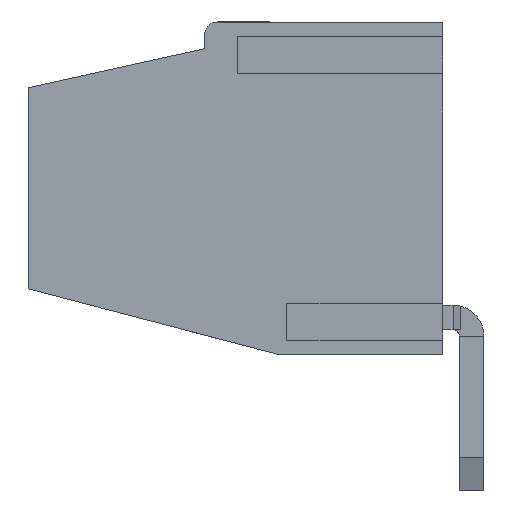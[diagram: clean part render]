
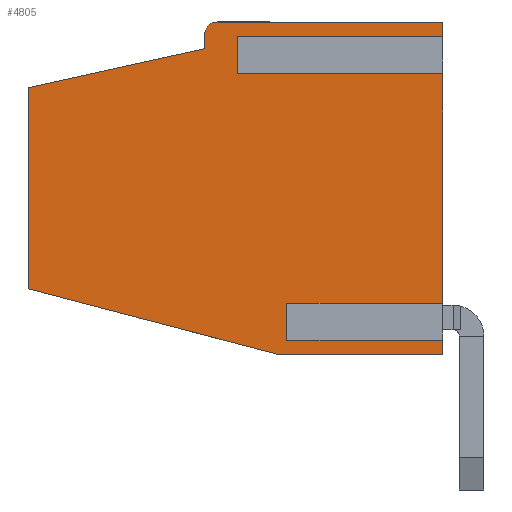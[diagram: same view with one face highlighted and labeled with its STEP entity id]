
A CAD part, left-side view. The second image highlights one B-rep face of the part: STEP entity #4805.
In plain terms, the highlighted face is planar.
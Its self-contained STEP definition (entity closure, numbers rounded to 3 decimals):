
#468 = VECTOR ( 'NONE', #31684, 1000. ) ;
#691 = VERTEX_POINT ( 'NONE', #16004 ) ;
#1370 = VECTOR ( 'NONE', #27418, 1000. ) ;
#1548 = CARTESIAN_POINT ( 'NONE',  ( 2.54, 0., 10.8 ) ) ;
#1665 = LINE ( 'NONE', #40700, #15871 ) ;
#1892 = VECTOR ( 'NONE', #39858, 1000. ) ;
#2410 = DIRECTION ( 'NONE',  ( 0., 0.216, -0.976 ) ) ;
#2569 = AXIS2_PLACEMENT_3D ( 'NONE', #7056, #10465, #20089 ) ;
#2718 = CARTESIAN_POINT ( 'NONE',  ( 2.54, 7.568, 5.7 ) ) ;
#3149 = VERTEX_POINT ( 'NONE', #9887 ) ;
#4018 = CARTESIAN_POINT ( 'NONE',  ( 2.54, 7.032, 5.7 ) ) ;
#4764 = VECTOR ( 'NONE', #19520, 1000. ) ;
#4805 = ADVANCED_FACE ( 'NONE', ( #5379 ), #41839, .F. ) ;
#4983 = DIRECTION ( 'NONE',  ( 0., 1., 0. ) ) ;
#5056 = EDGE_CURVE ( 'NONE', #8786, #10028, #21006, .T. ) ;
#5205 = LINE ( 'NONE', #1548, #25607 ) ;
#5379 = FACE_OUTER_BOUND ( 'NONE', #21307, .T. ) ;
#5917 = ORIENTED_EDGE ( 'NONE', *, *, #27767, .F. ) ;
#6193 = CARTESIAN_POINT ( 'NONE',  ( 2.54, 8.1, 6.2 ) ) ;
#6489 = CARTESIAN_POINT ( 'NONE',  ( 2.54, 8.1, 10.8 ) ) ;
#6593 = CARTESIAN_POINT ( 'NONE',  ( 2.54, 6.5, 10.8 ) ) ;
#6753 = VERTEX_POINT ( 'NONE', #35730 ) ;
#6873 = CARTESIAN_POINT ( 'NONE',  ( 2.54, 7.45, 6.5 ) ) ;
#7056 = CARTESIAN_POINT ( 'NONE',  ( 2.54, 7.8, 6.2 ) ) ;
#7836 = CARTESIAN_POINT ( 'NONE',  ( 2.54, 7.8, 6.5 ) ) ;
#8097 = CARTESIAN_POINT ( 'NONE',  ( 2.54, 1.068, 4.5 ) ) ;
#8296 = DIRECTION ( 'NONE',  ( 0., 0.254, 0.967 ) ) ;
#8345 = LINE ( 'NONE', #8760, #1370 ) ;
#8403 = CARTESIAN_POINT ( 'NONE',  ( 2.54, 6.5, 10.8 ) ) ;
#8676 = DIRECTION ( 'NONE',  ( 0., 1., 0. ) ) ;
#8760 = CARTESIAN_POINT ( 'NONE',  ( 2.54, 7.568, 5.7 ) ) ;
#8786 = VERTEX_POINT ( 'NONE', #6193 ) ;
#8919 = CARTESIAN_POINT ( 'NONE',  ( 2.54, 0., 0.7 ) ) ;
#9036 = LINE ( 'NONE', #8403, #16451 ) ;
#9155 = EDGE_CURVE ( 'NONE', #20912, #6753, #9206, .T. ) ;
#9206 = LINE ( 'NONE', #12431, #36138 ) ;
#9817 = ORIENTED_EDGE ( 'NONE', *, *, #18260, .T. ) ;
#9887 = CARTESIAN_POINT ( 'NONE',  ( 2.54, 7.568, 0.7 ) ) ;
#10028 = VERTEX_POINT ( 'NONE', #7836 ) ;
#10355 = VERTEX_POINT ( 'NONE', #33612 ) ;
#10465 = DIRECTION ( 'NONE',  ( 1., 0., 0. ) ) ;
#10848 = CARTESIAN_POINT ( 'NONE',  ( 2.54, 1.068, 4.5 ) ) ;
#11627 = VERTEX_POINT ( 'NONE', #6593 ) ;
#12000 = ORIENTED_EDGE ( 'NONE', *, *, #34968, .T. ) ;
#12259 = EDGE_CURVE ( 'NONE', #3149, #15367, #13023, .T. ) ;
#12431 = CARTESIAN_POINT ( 'NONE',  ( 2.54, 0.532, 4.5 ) ) ;
#12751 = VECTOR ( 'NONE', #23276, 1000. ) ;
#13023 = LINE ( 'NONE', #39025, #1892 ) ;
#13632 = VECTOR ( 'NONE', #38563, 1000. ) ;
#14610 = DIRECTION ( 'NONE',  ( 0., 0., -1. ) ) ;
#14825 = EDGE_CURVE ( 'NONE', #691, #16120, #5205, .T. ) ;
#15367 = VERTEX_POINT ( 'NONE', #34491 ) ;
#15407 = CARTESIAN_POINT ( 'NONE',  ( 2.54, 8.1, 10.8 ) ) ;
#15861 = VECTOR ( 'NONE', #4983, 1000. ) ;
#15871 = VECTOR ( 'NONE', #8296, 1000. ) ;
#16004 = CARTESIAN_POINT ( 'NONE',  ( 2.54, 0., 4.7 ) ) ;
#16120 = VERTEX_POINT ( 'NONE', #8919 ) ;
#16138 = VECTOR ( 'NONE', #34682, 1000. ) ;
#16141 = VERTEX_POINT ( 'NONE', #35165 ) ;
#16155 = EDGE_CURVE ( 'NONE', #10355, #40182, #18972, .T. ) ;
#16311 = VERTEX_POINT ( 'NONE', #18499 ) ;
#16451 = VECTOR ( 'NONE', #2410, 1000. ) ;
#16662 = CARTESIAN_POINT ( 'NONE',  ( 2.54, 7.45, 6.5 ) ) ;
#16798 = EDGE_CURVE ( 'NONE', #10355, #3149, #8345, .T. ) ;
#18260 = EDGE_CURVE ( 'NONE', #16120, #6753, #41383, .T. ) ;
#18327 = ORIENTED_EDGE ( 'NONE', *, *, #26629, .F. ) ;
#18499 = CARTESIAN_POINT ( 'NONE',  ( 2.54, 1.068, 0.7 ) ) ;
#18893 = CARTESIAN_POINT ( 'NONE',  ( 2.54, 8.1, 0.7 ) ) ;
#18972 = LINE ( 'NONE', #2718, #13632 ) ;
#19104 = ORIENTED_EDGE ( 'NONE', *, *, #29996, .F. ) ;
#19520 = DIRECTION ( 'NONE',  ( 0., 0., -1. ) ) ;
#20089 = DIRECTION ( 'NONE',  ( 0., -1., 0. ) ) ;
#20634 = VECTOR ( 'NONE', #28844, 1000. ) ;
#20912 = VERTEX_POINT ( 'NONE', #39198 ) ;
#21006 = CIRCLE ( 'NONE', #2569, 0.3 ) ;
#21208 = CARTESIAN_POINT ( 'NONE',  ( 2.54, 0.532, 4.5 ) ) ;
#21307 = EDGE_LOOP ( 'NONE', ( #18327, #25802, #25478, #30481, #5917, #19104, #37439, #9817, #23055, #39374, #36500, #12000, #27068, #31825, #33255, #31865 ) ) ;
#21467 = LINE ( 'NONE', #18893, #468 ) ;
#21726 = LINE ( 'NONE', #27736, #36199 ) ;
#22382 = EDGE_CURVE ( 'NONE', #32706, #10028, #29263, .T. ) ;
#23055 = ORIENTED_EDGE ( 'NONE', *, *, #9155, .F. ) ;
#23276 = DIRECTION ( 'NONE',  ( 0., 1., 0. ) ) ;
#23989 = LINE ( 'NONE', #21208, #15861 ) ;
#24438 = CARTESIAN_POINT ( 'NONE',  ( 2.54, 7.032, 0.7 ) ) ;
#25478 = ORIENTED_EDGE ( 'NONE', *, *, #22382, .F. ) ;
#25607 = VECTOR ( 'NONE', #14610, 1000. ) ;
#25802 = ORIENTED_EDGE ( 'NONE', *, *, #5056, .T. ) ;
#25854 = VERTEX_POINT ( 'NONE', #8097 ) ;
#26396 = CARTESIAN_POINT ( 'NONE',  ( 2.54, 7.032, 5.7 ) ) ;
#26620 = LINE ( 'NONE', #26396, #31208 ) ;
#26629 = EDGE_CURVE ( 'NONE', #8786, #15367, #38919, .T. ) ;
#27068 = ORIENTED_EDGE ( 'NONE', *, *, #37745, .F. ) ;
#27354 = VERTEX_POINT ( 'NONE', #24438 ) ;
#27418 = DIRECTION ( 'NONE',  ( 0., 0., -1. ) ) ;
#27736 = CARTESIAN_POINT ( 'NONE',  ( 2.54, 8.1, 10.8 ) ) ;
#27767 = EDGE_CURVE ( 'NONE', #16141, #11627, #21726, .T. ) ;
#28844 = DIRECTION ( 'NONE',  ( 0., 1., 0. ) ) ;
#29263 = LINE ( 'NONE', #16662, #12751 ) ;
#29996 = EDGE_CURVE ( 'NONE', #691, #16141, #1665, .T. ) ;
#30481 = ORIENTED_EDGE ( 'NONE', *, *, #39815, .F. ) ;
#31208 = VECTOR ( 'NONE', #39574, 1000. ) ;
#31616 = DIRECTION ( 'NONE',  ( 0., -1., 0. ) ) ;
#31684 = DIRECTION ( 'NONE',  ( 0., 1., 0. ) ) ;
#31825 = ORIENTED_EDGE ( 'NONE', *, *, #16155, .F. ) ;
#31865 = ORIENTED_EDGE ( 'NONE', *, *, #12259, .T. ) ;
#32050 = DIRECTION ( 'NONE',  ( 0., 0., -1. ) ) ;
#32706 = VERTEX_POINT ( 'NONE', #6873 ) ;
#33173 = EDGE_CURVE ( 'NONE', #25854, #16311, #36648, .T. ) ;
#33255 = ORIENTED_EDGE ( 'NONE', *, *, #16798, .T. ) ;
#33612 = CARTESIAN_POINT ( 'NONE',  ( 2.54, 7.568, 5.7 ) ) ;
#33961 = AXIS2_PLACEMENT_3D ( 'NONE', #15407, #34832, #31616 ) ;
#34491 = CARTESIAN_POINT ( 'NONE',  ( 2.54, 8.1, 0.7 ) ) ;
#34682 = DIRECTION ( 'NONE',  ( 0., 0., -1. ) ) ;
#34832 = DIRECTION ( 'NONE',  ( -1., 0., 0. ) ) ;
#34968 = EDGE_CURVE ( 'NONE', #16311, #27354, #21467, .T. ) ;
#35165 = CARTESIAN_POINT ( 'NONE',  ( 2.54, 1.6, 10.8 ) ) ;
#35730 = CARTESIAN_POINT ( 'NONE',  ( 2.54, 0.532, 0.7 ) ) ;
#36138 = VECTOR ( 'NONE', #32050, 1000. ) ;
#36199 = VECTOR ( 'NONE', #8676, 1000. ) ;
#36500 = ORIENTED_EDGE ( 'NONE', *, *, #33173, .T. ) ;
#36648 = LINE ( 'NONE', #10848, #16138 ) ;
#37439 = ORIENTED_EDGE ( 'NONE', *, *, #14825, .T. ) ;
#37745 = EDGE_CURVE ( 'NONE', #40182, #27354, #26620, .T. ) ;
#38563 = DIRECTION ( 'NONE',  ( 0., -1., 0. ) ) ;
#38919 = LINE ( 'NONE', #6489, #4764 ) ;
#39025 = CARTESIAN_POINT ( 'NONE',  ( 2.54, 8.1, 0.7 ) ) ;
#39198 = CARTESIAN_POINT ( 'NONE',  ( 2.54, 0.532, 4.5 ) ) ;
#39374 = ORIENTED_EDGE ( 'NONE', *, *, #40814, .T. ) ;
#39574 = DIRECTION ( 'NONE',  ( 0., 0., -1. ) ) ;
#39815 = EDGE_CURVE ( 'NONE', #11627, #32706, #9036, .T. ) ;
#39858 = DIRECTION ( 'NONE',  ( 0., 1., 0. ) ) ;
#40182 = VERTEX_POINT ( 'NONE', #4018 ) ;
#40700 = CARTESIAN_POINT ( 'NONE',  ( 2.54, 1.6, 10.8 ) ) ;
#40814 = EDGE_CURVE ( 'NONE', #20912, #25854, #23989, .T. ) ;
#41383 = LINE ( 'NONE', #42017, #20634 ) ;
#41839 = PLANE ( 'NONE',  #33961 ) ;
#42017 = CARTESIAN_POINT ( 'NONE',  ( 2.54, 8.1, 0.7 ) ) ;
